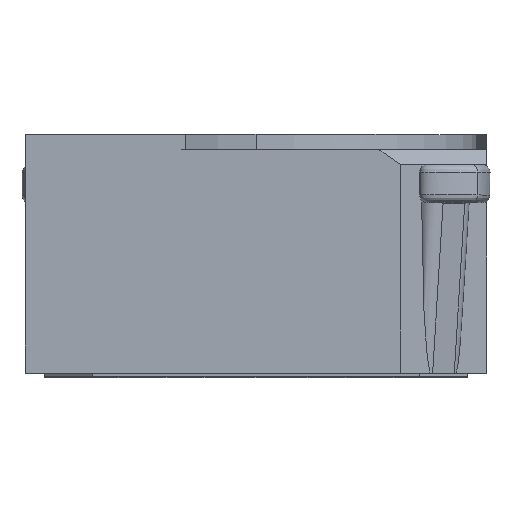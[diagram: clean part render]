
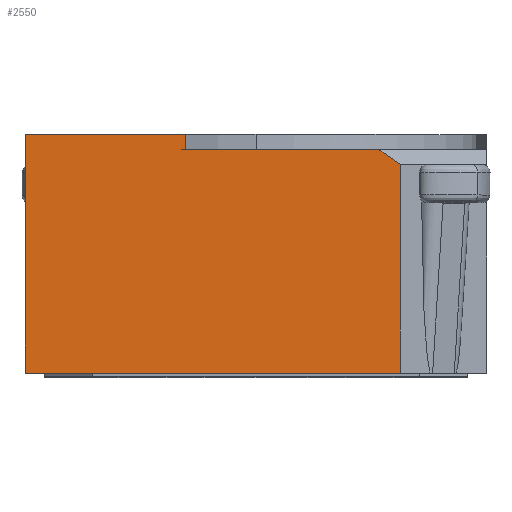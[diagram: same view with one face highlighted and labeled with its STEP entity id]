
A CAD part, top view. The second image highlights one B-rep face of the part: STEP entity #2550.
In plain terms, the highlighted planar face has unit normal (0, 0, 1).
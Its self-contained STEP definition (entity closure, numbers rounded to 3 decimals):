
#2 = ORIENTED_EDGE ( 'NONE', *, *, #325, .F. ) ;
#8 = VERTEX_POINT ( 'NONE', #1670 ) ;
#225 = VECTOR ( 'NONE', #1196, 1000. ) ;
#238 = LINE ( 'NONE', #1431, #2381 ) ;
#302 = CARTESIAN_POINT ( 'NONE',  ( -3.048, 0.05, 3.048 ) ) ;
#315 = LINE ( 'NONE', #591, #1313 ) ;
#325 = EDGE_CURVE ( 'NONE', #1147, #2792, #238, .T. ) ;
#339 = ORIENTED_EDGE ( 'NONE', *, *, #1595, .T. ) ;
#358 = LINE ( 'NONE', #544, #2259 ) ;
#478 = VERTEX_POINT ( 'NONE', #2435 ) ;
#544 = CARTESIAN_POINT ( 'NONE',  ( 2.097, 2.664, 3.048 ) ) ;
#591 = CARTESIAN_POINT ( 'NONE',  ( 1.905, 3.2, 3.048 ) ) ;
#758 = ORIENTED_EDGE ( 'NONE', *, *, #2225, .F. ) ;
#769 = DIRECTION ( 'NONE',  ( 1., 0., 0. ) ) ;
#1011 = DIRECTION ( 'NONE',  ( -1., 0., 0. ) ) ;
#1147 = VERTEX_POINT ( 'NONE', #2207 ) ;
#1196 = DIRECTION ( 'NONE',  ( 0., 1., 0. ) ) ;
#1206 = VERTEX_POINT ( 'NONE', #1680 ) ;
#1225 = CARTESIAN_POINT ( 'NONE',  ( 1.905, 3.2, 3.048 ) ) ;
#1313 = VECTOR ( 'NONE', #2111, 1000. ) ;
#1431 = CARTESIAN_POINT ( 'NONE',  ( 1.905, 3.2, 3.048 ) ) ;
#1442 = EDGE_CURVE ( 'NONE', #1147, #1206, #358, .T. ) ;
#1461 = DIRECTION ( 'NONE',  ( -0.816, 0.577, 0. ) ) ;
#1514 = PLANE ( 'NONE',  #3141 ) ;
#1541 = ORIENTED_EDGE ( 'NONE', *, *, #1442, .T. ) ;
#1595 = EDGE_CURVE ( 'NONE', #8, #2049, #3395, .T. ) ;
#1670 = CARTESIAN_POINT ( 'NONE',  ( -3.048, 3.2, 3.048 ) ) ;
#1680 = CARTESIAN_POINT ( 'NONE',  ( 1.622, 3., 3.048 ) ) ;
#1682 = DIRECTION ( 'NONE',  ( 0., -1., 0. ) ) ;
#1739 = CARTESIAN_POINT ( 'NONE',  ( 1.905, 0.05, 3.048 ) ) ;
#1764 = EDGE_LOOP ( 'NONE', ( #2701, #2, #1541, #758, #1955, #3143, #339 ) ) ;
#1795 = EDGE_CURVE ( 'NONE', #2792, #2049, #2863, .T. ) ;
#1801 = DIRECTION ( 'NONE',  ( 0., -1., 0. ) ) ;
#1844 = DIRECTION ( 'NONE',  ( 0., 0., -1. ) ) ;
#1870 = VERTEX_POINT ( 'NONE', #3419 ) ;
#1928 = VECTOR ( 'NONE', #769, 1000. ) ;
#1955 = ORIENTED_EDGE ( 'NONE', *, *, #3399, .T. ) ;
#2049 = VERTEX_POINT ( 'NONE', #302 ) ;
#2070 = VECTOR ( 'NONE', #1801, 1000. ) ;
#2111 = DIRECTION ( 'NONE',  ( 1., 0., 0. ) ) ;
#2173 = DIRECTION ( 'NONE',  ( -1., 0., 0. ) ) ;
#2207 = CARTESIAN_POINT ( 'NONE',  ( 1.905, 2.8, 3.048 ) ) ;
#2225 = EDGE_CURVE ( 'NONE', #1870, #1206, #2809, .T. ) ;
#2259 = VECTOR ( 'NONE', #1461, 1000. ) ;
#2381 = VECTOR ( 'NONE', #1682, 1000. ) ;
#2435 = CARTESIAN_POINT ( 'NONE',  ( -0.927, 3.2, 3.048 ) ) ;
#2550 = ADVANCED_FACE ( 'NONE', ( #3146 ), #1514, .F. ) ;
#2631 = VECTOR ( 'NONE', #1011, 1000. ) ;
#2653 = CARTESIAN_POINT ( 'NONE',  ( -3.048, 3.2, 3.048 ) ) ;
#2683 = CARTESIAN_POINT ( 'NONE',  ( -0.927, 3., 3.048 ) ) ;
#2701 = ORIENTED_EDGE ( 'NONE', *, *, #1795, .F. ) ;
#2792 = VERTEX_POINT ( 'NONE', #1739 ) ;
#2809 = LINE ( 'NONE', #3122, #1928 ) ;
#2863 = LINE ( 'NONE', #3406, #2631 ) ;
#3122 = CARTESIAN_POINT ( 'NONE',  ( -0.927, 3., 3.048 ) ) ;
#3141 = AXIS2_PLACEMENT_3D ( 'NONE', #1225, #1844, #2173 ) ;
#3143 = ORIENTED_EDGE ( 'NONE', *, *, #3641, .F. ) ;
#3146 = FACE_OUTER_BOUND ( 'NONE', #1764, .T. ) ;
#3395 = LINE ( 'NONE', #2653, #2070 ) ;
#3399 = EDGE_CURVE ( 'NONE', #1870, #478, #3596, .T. ) ;
#3406 = CARTESIAN_POINT ( 'NONE',  ( 1.905, 0.05, 3.048 ) ) ;
#3419 = CARTESIAN_POINT ( 'NONE',  ( -0.927, 3., 3.048 ) ) ;
#3596 = LINE ( 'NONE', #2683, #225 ) ;
#3641 = EDGE_CURVE ( 'NONE', #8, #478, #315, .T. ) ;
